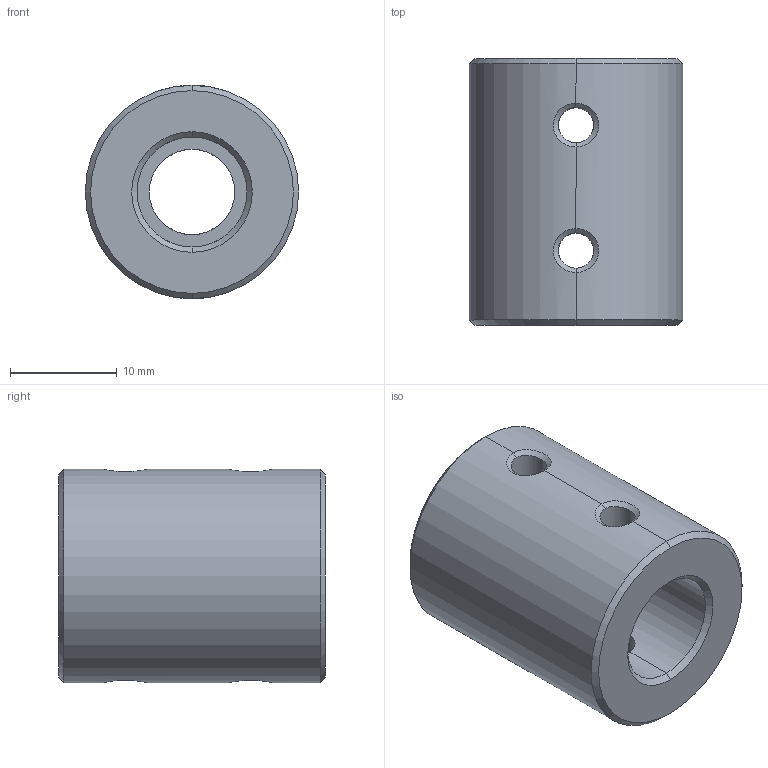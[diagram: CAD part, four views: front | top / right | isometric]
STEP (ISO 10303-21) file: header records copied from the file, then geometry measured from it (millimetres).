
FILE_DESCRIPTION (( 'STEP AP214' ), '1' );
FILE_NAME ('MMPE10012 - coupler 8-10.3.STEP', '2024-10-02T14:07:23', ( '' ), ( '' ), 'SwSTEP 2.0', 'SolidWorks 2019', '' );
FILE_SCHEMA (( 'AUTOMOTIVE_DESIGN' ));
Length unit declared in the file: millimetre
Products named in the file (1): MMPE10012  - coupler 8-10.3
Bounding box: 20 x 25 x 20 mm (x, y, z)
Volume: 5970.2 mm3; surface area: 2912.3 mm2
Topology: 1 solids, 1 shells, 33 faces, 98 edges, 60 vertices
Faces by surface type: cylinder 14, bspline 8, cone 8, plane 3
Entity records: 5986 total; most frequent: CARTESIAN_POINT 5072, ORIENTED_EDGE 196, DIRECTION 122, EDGE_CURVE 98, VERTEX_POINT 60, B_SPLINE_CURVE_WITH_KNOTS 48, AXIS2_PLACEMENT_3D 46, EDGE_LOOP 36
